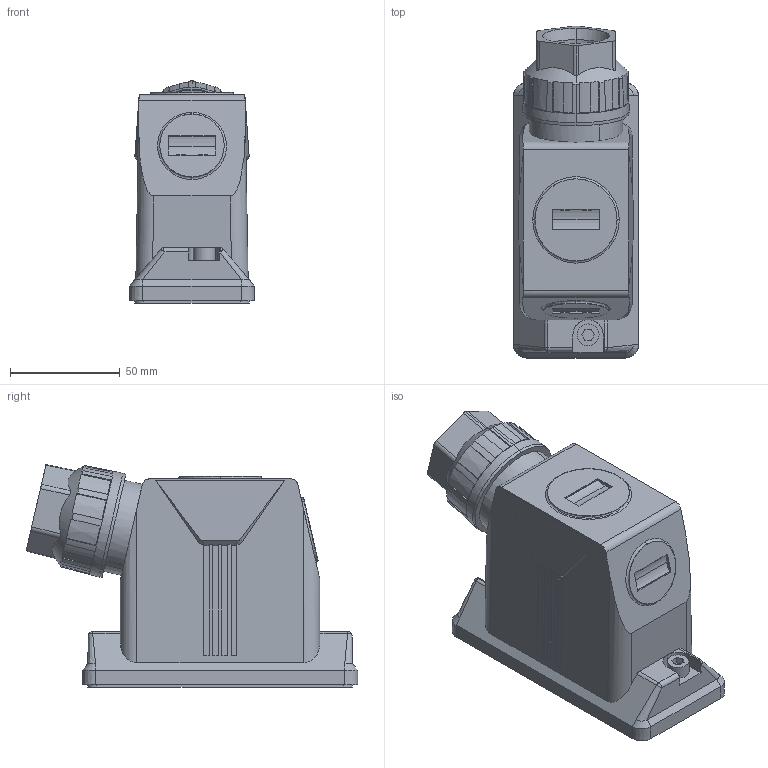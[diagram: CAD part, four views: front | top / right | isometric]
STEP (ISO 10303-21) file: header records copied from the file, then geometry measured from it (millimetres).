
FILE_DESCRIPTION(('CATIA V5 STEP Exchange','CAx-IF Rec.Pracs.--- Model Styling and Organization---1.4--- 2014-01-23'),'2;1');
FILE_NAME ('1201195-4_1', '2020-03-04T09:16:00+00:00', ('none'), ('Weidmueller'), 'CATIA Version 5-6 Release 2016 SP3 HF44', 'CATIA V5 STEP AP214', 'none');
FILE_SCHEMA(('AUTOMOTIVE_DESIGN { 1 0 10303 214 1 1 1 1 }'));
Length unit declared in the file: millimetre
Products named in the file (1): 2716770000
Bounding box: 57 x 151.15 x 101.52 mm (x, y, z)
Volume: 133274.3 mm3; surface area: 80931.3 mm2
Topology: 3 solids, 3 shells, 458 faces, 1254 edges, 818 vertices
Faces by surface type: plane 286, cylinder 114, cone 42, torus 8, bspline 4, sphere 4
Entity records: 15531 total; most frequent: CARTESIAN_POINT 4484, ORIENTED_EDGE 2500, DIRECTION 1867, EDGE_CURVE 1250, VERTEX_POINT 818, VECTOR 797, LINE 797, AXIS2_PLACEMENT_3D 654
